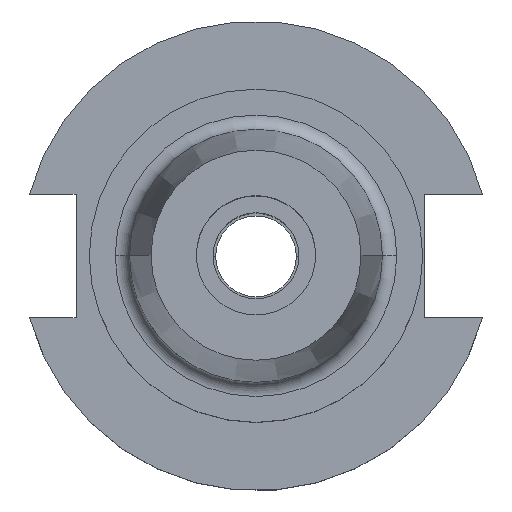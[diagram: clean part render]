
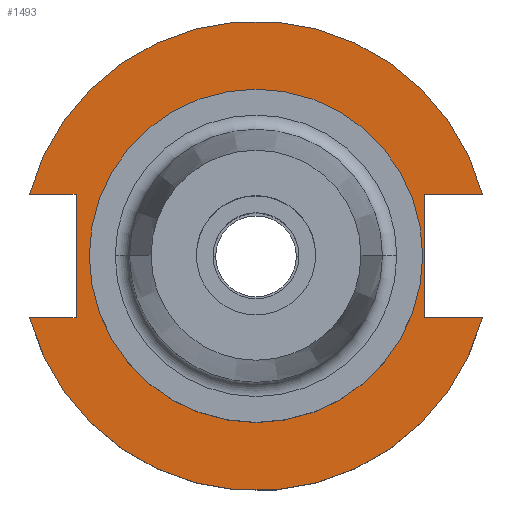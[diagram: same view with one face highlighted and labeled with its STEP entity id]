
A CAD part, top view. The second image highlights one B-rep face of the part: STEP entity #1493.
In plain terms, the highlighted planar face has unit normal (0, 0, 1).
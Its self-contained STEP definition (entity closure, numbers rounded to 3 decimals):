
#4 = AXIS2_PLACEMENT_3D ( 'NONE', #427, #559, #981 ) ;
#5 = CARTESIAN_POINT ( 'NONE',  ( -47.477, -12.954, 19.05 ) ) ;
#10 = ORIENTED_EDGE ( 'NONE', *, *, #1363, .F. ) ;
#32 = VERTEX_POINT ( 'NONE', #1055 ) ;
#128 = CARTESIAN_POINT ( 'NONE',  ( 47.477, -12.954, 19.05 ) ) ;
#139 = LINE ( 'NONE', #1004, #558 ) ;
#157 = ORIENTED_EDGE ( 'NONE', *, *, #533, .F. ) ;
#165 = DIRECTION ( 'NONE',  ( 1., 0., 0. ) ) ;
#178 = CARTESIAN_POINT ( 'NONE',  ( -37.719, 12.954, 19.05 ) ) ;
#196 = ORIENTED_EDGE ( 'NONE', *, *, #1847, .F. ) ;
#200 = AXIS2_PLACEMENT_3D ( 'NONE', #1419, #844, #1842 ) ;
#203 = VECTOR ( 'NONE', #1025, 1000. ) ;
#274 = LINE ( 'NONE', #626, #1172 ) ;
#300 = VERTEX_POINT ( 'NONE', #526 ) ;
#307 = CARTESIAN_POINT ( 'NONE',  ( -37.719, -12.954, 19.05 ) ) ;
#318 = ORIENTED_EDGE ( 'NONE', *, *, #494, .F. ) ;
#341 = VERTEX_POINT ( 'NONE', #1384 ) ;
#352 = PLANE ( 'NONE',  #792 ) ;
#417 = AXIS2_PLACEMENT_3D ( 'NONE', #868, #1742, #1720 ) ;
#427 = CARTESIAN_POINT ( 'NONE',  ( 0., 0., 19.05 ) ) ;
#428 = DIRECTION ( 'NONE',  ( 0., -1., 0. ) ) ;
#443 = DIRECTION ( 'NONE',  ( 1., 0., 0. ) ) ;
#448 = CARTESIAN_POINT ( 'NONE',  ( 35.306, 12.954, 19.05 ) ) ;
#474 = VECTOR ( 'NONE', #719, 1000. ) ;
#475 = EDGE_LOOP ( 'NONE', ( #1057, #10, #318, #1106, #685, #1432, #875, #1307 ) ) ;
#484 = CIRCLE ( 'NONE', #1347, 49.212 ) ;
#494 = EDGE_CURVE ( 'NONE', #1741, #791, #1022, .T. ) ;
#526 = CARTESIAN_POINT ( 'NONE',  ( -47.477, 12.954, 19.05 ) ) ;
#533 = EDGE_CURVE ( 'NONE', #32, #341, #787, .T. ) ;
#558 = VECTOR ( 'NONE', #443, 1000. ) ;
#559 = DIRECTION ( 'NONE',  ( 0., 0., 1. ) ) ;
#570 = EDGE_CURVE ( 'NONE', #874, #1741, #1404, .T. ) ;
#585 = EDGE_CURVE ( 'NONE', #889, #704, #139, .T. ) ;
#626 = CARTESIAN_POINT ( 'NONE',  ( -63.719, 12.954, 19.05 ) ) ;
#643 = FACE_BOUND ( 'NONE', #1717, .T. ) ;
#685 = ORIENTED_EDGE ( 'NONE', *, *, #1819, .T. ) ;
#704 = VERTEX_POINT ( 'NONE', #307 ) ;
#719 = DIRECTION ( 'NONE',  ( 0., 1., 0. ) ) ;
#752 = DIRECTION ( 'NONE',  ( 0., 0., 1. ) ) ;
#787 = CIRCLE ( 'NONE', #417, 34.925 ) ;
#791 = VERTEX_POINT ( 'NONE', #1706 ) ;
#792 = AXIS2_PLACEMENT_3D ( 'NONE', #907, #752, #1627 ) ;
#844 = DIRECTION ( 'NONE',  ( 0., 0., 1. ) ) ;
#868 = CARTESIAN_POINT ( 'NONE',  ( 0., 0., 19.05 ) ) ;
#874 = VERTEX_POINT ( 'NONE', #1015 ) ;
#875 = ORIENTED_EDGE ( 'NONE', *, *, #982, .F. ) ;
#889 = VERTEX_POINT ( 'NONE', #5 ) ;
#898 = VERTEX_POINT ( 'NONE', #1723 ) ;
#907 = CARTESIAN_POINT ( 'NONE',  ( 0., 49.212, 19.05 ) ) ;
#946 = LINE ( 'NONE', #1845, #203 ) ;
#981 = DIRECTION ( 'NONE',  ( 1., 0., 0. ) ) ;
#982 = EDGE_CURVE ( 'NONE', #704, #898, #1831, .T. ) ;
#987 = CARTESIAN_POINT ( 'NONE',  ( 35.306, 12.954, 19.05 ) ) ;
#1004 = CARTESIAN_POINT ( 'NONE',  ( -63.719, -12.954, 19.05 ) ) ;
#1015 = CARTESIAN_POINT ( 'NONE',  ( 47.477, 12.954, 19.05 ) ) ;
#1022 = LINE ( 'NONE', #448, #1220 ) ;
#1023 = DIRECTION ( 'NONE',  ( 0., 0., 1. ) ) ;
#1025 = DIRECTION ( 'NONE',  ( 1., 0., 0. ) ) ;
#1055 = CARTESIAN_POINT ( 'NONE',  ( -34.925, 0., 19.05 ) ) ;
#1057 = ORIENTED_EDGE ( 'NONE', *, *, #1389, .T. ) ;
#1106 = ORIENTED_EDGE ( 'NONE', *, *, #570, .F. ) ;
#1130 = VECTOR ( 'NONE', #1732, 1000. ) ;
#1167 = CIRCLE ( 'NONE', #4, 49.212 ) ;
#1172 = VECTOR ( 'NONE', #1341, 1000. ) ;
#1190 = VERTEX_POINT ( 'NONE', #128 ) ;
#1220 = VECTOR ( 'NONE', #428, 1000. ) ;
#1229 = EDGE_CURVE ( 'NONE', #898, #300, #274, .T. ) ;
#1264 = CARTESIAN_POINT ( 'NONE',  ( 35.306, 12.954, 19.05 ) ) ;
#1307 = ORIENTED_EDGE ( 'NONE', *, *, #585, .F. ) ;
#1341 = DIRECTION ( 'NONE',  ( -1., 0., 0. ) ) ;
#1347 = AXIS2_PLACEMENT_3D ( 'NONE', #1584, #1023, #165 ) ;
#1363 = EDGE_CURVE ( 'NONE', #791, #1190, #946, .T. ) ;
#1384 = CARTESIAN_POINT ( 'NONE',  ( 34.925, 0., 19.05 ) ) ;
#1389 = EDGE_CURVE ( 'NONE', #889, #1190, #484, .T. ) ;
#1404 = LINE ( 'NONE', #987, #1130 ) ;
#1419 = CARTESIAN_POINT ( 'NONE',  ( 0., 0., 19.05 ) ) ;
#1432 = ORIENTED_EDGE ( 'NONE', *, *, #1229, .F. ) ;
#1493 = ADVANCED_FACE ( 'NONE', ( #643, #1570 ), #352, .T. ) ;
#1508 = CIRCLE ( 'NONE', #200, 34.925 ) ;
#1570 = FACE_OUTER_BOUND ( 'NONE', #475, .T. ) ;
#1584 = CARTESIAN_POINT ( 'NONE',  ( 0., 0., 19.05 ) ) ;
#1627 = DIRECTION ( 'NONE',  ( 1., 0., 0. ) ) ;
#1706 = CARTESIAN_POINT ( 'NONE',  ( 35.306, -12.954, 19.05 ) ) ;
#1717 = EDGE_LOOP ( 'NONE', ( #196, #157 ) ) ;
#1720 = DIRECTION ( 'NONE',  ( 1., 0., 0. ) ) ;
#1723 = CARTESIAN_POINT ( 'NONE',  ( -37.719, 12.954, 19.05 ) ) ;
#1732 = DIRECTION ( 'NONE',  ( -1., 0., 0. ) ) ;
#1741 = VERTEX_POINT ( 'NONE', #1264 ) ;
#1742 = DIRECTION ( 'NONE',  ( 0., 0., 1. ) ) ;
#1819 = EDGE_CURVE ( 'NONE', #874, #300, #1167, .T. ) ;
#1831 = LINE ( 'NONE', #178, #474 ) ;
#1842 = DIRECTION ( 'NONE',  ( 1., 0., 0. ) ) ;
#1845 = CARTESIAN_POINT ( 'NONE',  ( 35.306, -12.954, 19.05 ) ) ;
#1847 = EDGE_CURVE ( 'NONE', #341, #32, #1508, .T. ) ;
